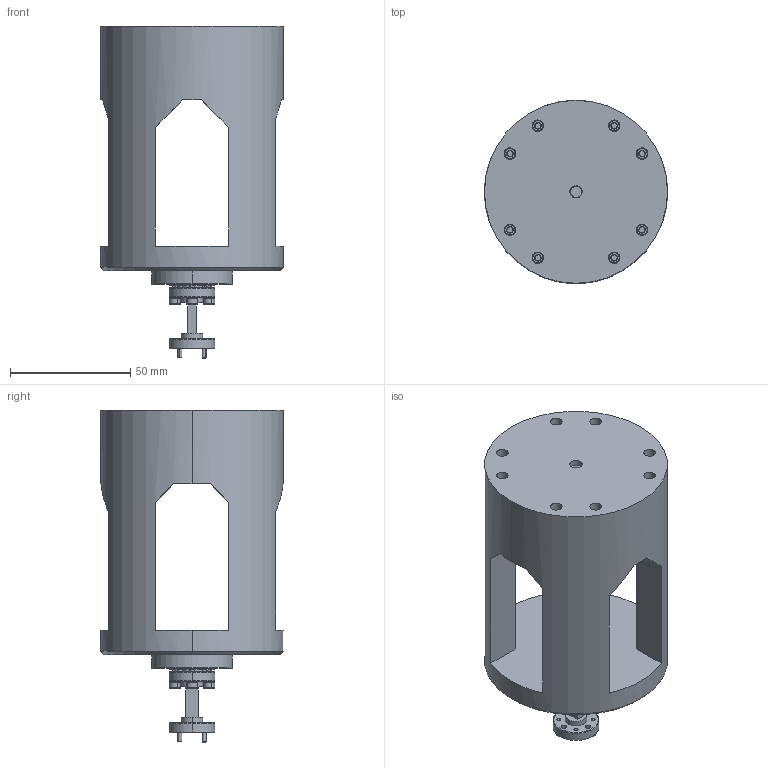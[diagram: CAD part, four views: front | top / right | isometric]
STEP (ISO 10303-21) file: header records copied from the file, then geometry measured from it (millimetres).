
FILE_DESCRIPTION (( 'STEP AP203' ), '1' );
FILE_NAME ('AX-MEE0750-C.STEP', '2022-03-04T20:10:04', ( '' ), ( '' ), 'SwSTEP 2.0', 'SolidWorks 2021', '' );
FILE_SCHEMA (( 'CONFIG_CONTROL_DESIGN' ));
Length unit declared in the file: millimetre
Products named in the file (1): AX-MEE0750-C
Bounding box: 76.2 x 76.2 x 138.29 mm (x, y, z)
Volume: 220534.5 mm3; surface area: 75066.6 mm2
Topology: 32 solids, 32 shells, 1085 faces, 2375 edges, 1425 vertices
Faces by surface type: cylinder 409, plane 335, cone 318, torus 18, bspline 3, sphere 2
Entity records: 31193 total; most frequent: CARTESIAN_POINT 7317, DIRECTION 5267, ORIENTED_EDGE 4718, EDGE_CURVE 2359, AXIS2_PLACEMENT_3D 2135, VERTEX_POINT 1425, EDGE_LOOP 1242, FACE_OUTER_BOUND 1085
